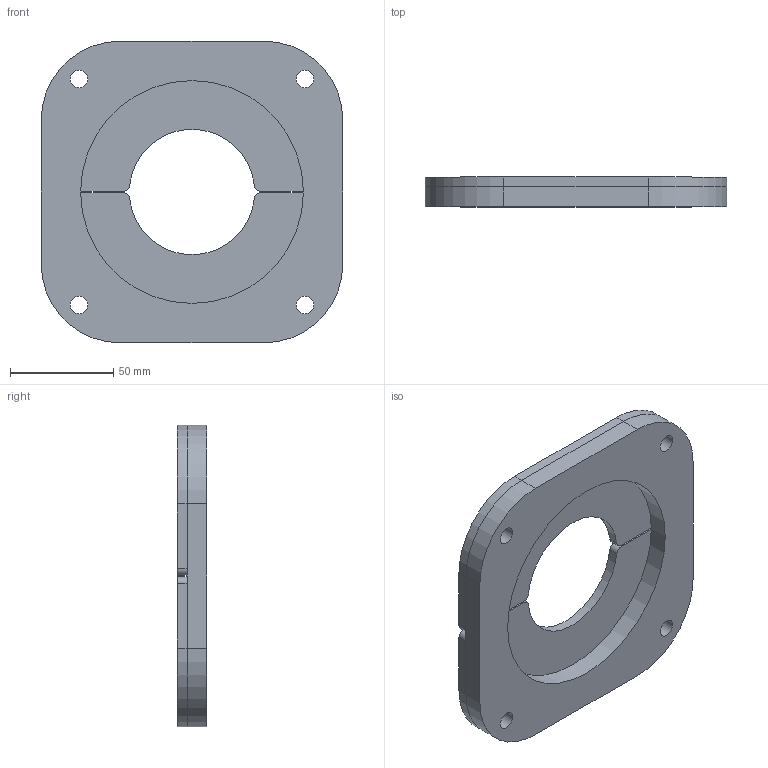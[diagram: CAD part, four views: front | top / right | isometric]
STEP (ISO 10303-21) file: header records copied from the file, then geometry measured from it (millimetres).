
FILE_DESCRIPTION(/* description */ (''),/* implementation_level */ '2;1');
FILE_NAME(/* name */ 'SPACER-RETAINER 0 AXIS.stp',/* time_stamp */ '2018-12-13T15:01:12-05:00',/* author */ ('sboulais'),/* organization */ (''),/* preprocessor_version */ 'ST-DEVELOPER v16.13',/* originating_system */ 'Autodesk Inventor 2018',/* authorisation */ '');
FILE_SCHEMA (('AUTOMOTIVE_DESIGN { 1 0 10303 214 3 1 1 }'));
Length unit declared in the file: inch
Products named in the file (1): SPACER-RETAINER 0 AXIS
Bounding box: 146.05 x 14.3 x 146.05 mm (x, y, z)
Volume: 182527.5 mm3; surface area: 69544.7 mm2
Topology: 3 solids, 3 shells, 799 faces, 2143 edges, 1430 vertices
Faces by surface type: bspline 456, plane 316, cylinder 27
Full cylindrical faces by diameter (mm): 8.433 x8, 107.95 x1
Entity records: 29418 total; most frequent: CARTESIAN_POINT 11676, ORIENTED_EDGE 4260, EDGE_CURVE 2130, DIRECTION 1960, VERTEX_POINT 1426, LINE 1164, VECTOR 1164, B_SPLINE_CURVE_WITH_KNOTS 912
